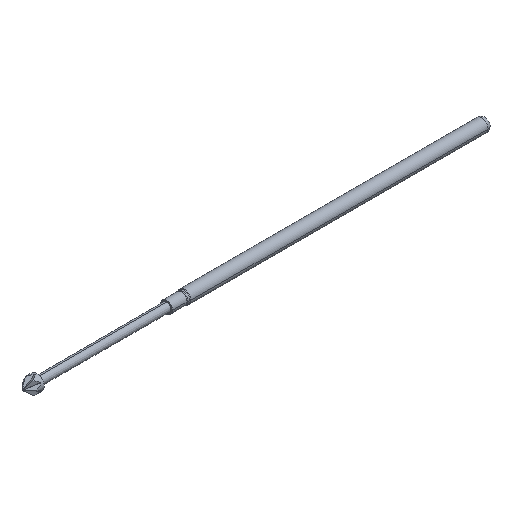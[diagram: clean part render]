
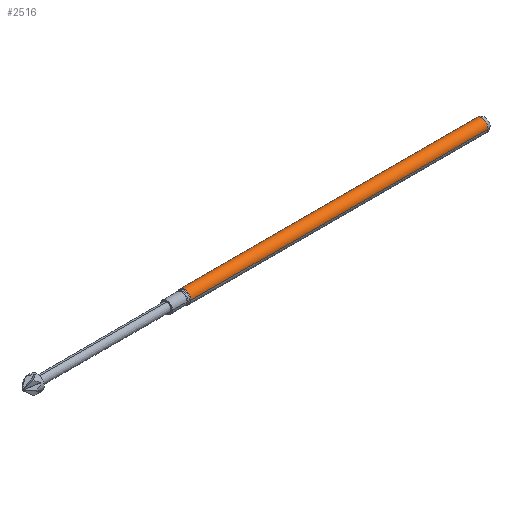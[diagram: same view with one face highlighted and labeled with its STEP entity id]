
A CAD part, isometric view. The second image highlights one B-rep face of the part: STEP entity #2516.
In plain terms, the highlighted cylindrical face has radius 0.51 mm (diameter 1.021 mm), a partial arc.
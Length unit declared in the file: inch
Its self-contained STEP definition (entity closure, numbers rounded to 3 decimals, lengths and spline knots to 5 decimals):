
#130 = AXIS2_PLACEMENT_3D ( 'NONE', #2184, #314, #4122 ) ;
#278 = EDGE_CURVE ( 'NONE', #3272, #3685, #2687, .T. ) ;
#314 = DIRECTION ( 'NONE',  ( -1., 0., 0. ) ) ;
#439 = CIRCLE ( 'NONE', #1829, 0.0201 ) ;
#737 = ORIENTED_EDGE ( 'NONE', *, *, #278, .F. ) ;
#743 = DIRECTION ( 'NONE',  ( -1., 0., 0. ) ) ;
#1296 = EDGE_CURVE ( 'NONE', #3685, #3899, #1374, .T. ) ;
#1366 = AXIS2_PLACEMENT_3D ( 'NONE', #4226, #4627, #4275 ) ;
#1374 = CIRCLE ( 'NONE', #1366, 0.0201 ) ;
#1489 = CARTESIAN_POINT ( 'NONE',  ( 0.985, 0.0201, 0. ) ) ;
#1523 = CARTESIAN_POINT ( 'NONE',  ( 0., 0.0201, 0. ) ) ;
#1712 = VECTOR ( 'NONE', #3365, 39.37008 ) ;
#1829 = AXIS2_PLACEMENT_3D ( 'NONE', #2999, #743, #3726 ) ;
#1924 = CARTESIAN_POINT ( 'NONE',  ( 0.056, -0.0201, 0. ) ) ;
#2184 = CARTESIAN_POINT ( 'NONE',  ( 0., 0., 0. ) ) ;
#2242 = CYLINDRICAL_SURFACE ( 'NONE', #130, 0.0201 ) ;
#2305 = ORIENTED_EDGE ( 'NONE', *, *, #4695, .T. ) ;
#2461 = VECTOR ( 'NONE', #4888, 39.37008 ) ;
#2516 = ADVANCED_FACE ( 'NONE', ( #3112 ), #2242, .T. ) ;
#2687 = LINE ( 'NONE', #3406, #1712 ) ;
#2694 = EDGE_CURVE ( 'NONE', #4664, #3899, #4589, .T. ) ;
#2772 = CARTESIAN_POINT ( 'NONE',  ( 0.056, 0.0201, 0. ) ) ;
#2999 = CARTESIAN_POINT ( 'NONE',  ( 0.985, 0., 0. ) ) ;
#3112 = FACE_OUTER_BOUND ( 'NONE', #4086, .T. ) ;
#3115 = ORIENTED_EDGE ( 'NONE', *, *, #2694, .T. ) ;
#3272 = VERTEX_POINT ( 'NONE', #3488 ) ;
#3365 = DIRECTION ( 'NONE',  ( -1., 0., 0. ) ) ;
#3406 = CARTESIAN_POINT ( 'NONE',  ( 0., -0.0201, 0. ) ) ;
#3488 = CARTESIAN_POINT ( 'NONE',  ( 0.985, -0.0201, 0. ) ) ;
#3685 = VERTEX_POINT ( 'NONE', #1924 ) ;
#3726 = DIRECTION ( 'NONE',  ( 0., -1., 0. ) ) ;
#3899 = VERTEX_POINT ( 'NONE', #2772 ) ;
#4086 = EDGE_LOOP ( 'NONE', ( #2305, #3115, #4604, #737 ) ) ;
#4122 = DIRECTION ( 'NONE',  ( 0., -1., 0. ) ) ;
#4226 = CARTESIAN_POINT ( 'NONE',  ( 0.056, 0., 0. ) ) ;
#4275 = DIRECTION ( 'NONE',  ( 0., -1., 0. ) ) ;
#4589 = LINE ( 'NONE', #1523, #2461 ) ;
#4604 = ORIENTED_EDGE ( 'NONE', *, *, #1296, .F. ) ;
#4627 = DIRECTION ( 'NONE',  ( -1., 0., 0. ) ) ;
#4664 = VERTEX_POINT ( 'NONE', #1489 ) ;
#4695 = EDGE_CURVE ( 'NONE', #3272, #4664, #439, .T. ) ;
#4888 = DIRECTION ( 'NONE',  ( -1., 0., 0. ) ) ;
